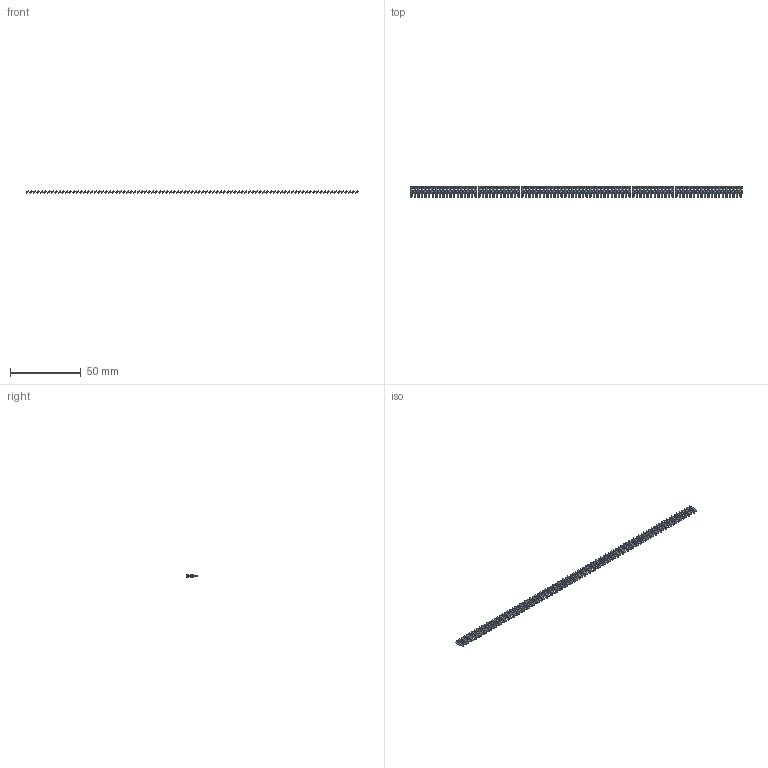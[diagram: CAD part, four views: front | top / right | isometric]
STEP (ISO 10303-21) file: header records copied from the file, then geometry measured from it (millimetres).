
FILE_DESCRIPTION (( 'STEP AP203' ), '1' );
FILE_NAME ('106-093-253-100.STEP', '2020-04-16T23:04:45', ( '' ), ( '' ), 'SwSTEP 2.0', 'SolidWorks 2016', '' );
FILE_SCHEMA (( 'CONFIG_CONTROL_DESIGN' ));
Length unit declared in the file: inch
Products named in the file (2): 106-093-253-100; 100-290-001_100-290-253
Assembly tree (93 placements, depth 2):
  106-093-253-100
    100-290-001_100-290-253  x93
Bounding box: 235.48 x 7.62 x 1.8 mm (x, y, z)
Volume: 513.1 mm3; surface area: 3199.9 mm2
Topology: 93 solids, 93 shells, 1860 faces, 5022 edges, 3348 vertices
Faces by surface type: plane 1767, cylinder 93
Entity records: 3764 total; most frequent: DIRECTION 288, CARTESIAN_POINT 206, COORDINATED_UNIVERSAL_TIME_OFFSET 196, DATE_AND_TIME 196, CALENDAR_DATE 196, LOCAL_TIME 196, AXIS2_PLACEMENT_3D 118, PERSON_AND_ORGANIZATION 109
